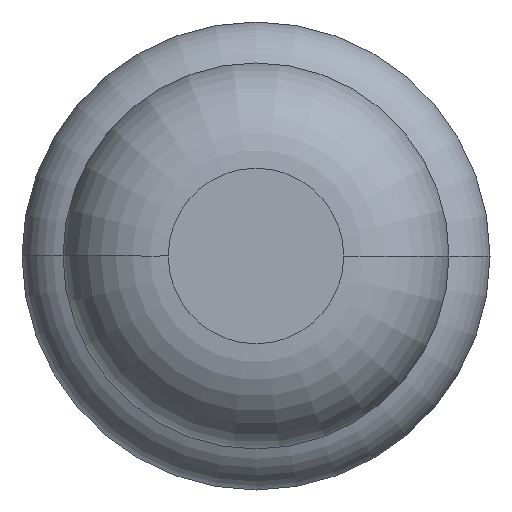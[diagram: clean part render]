
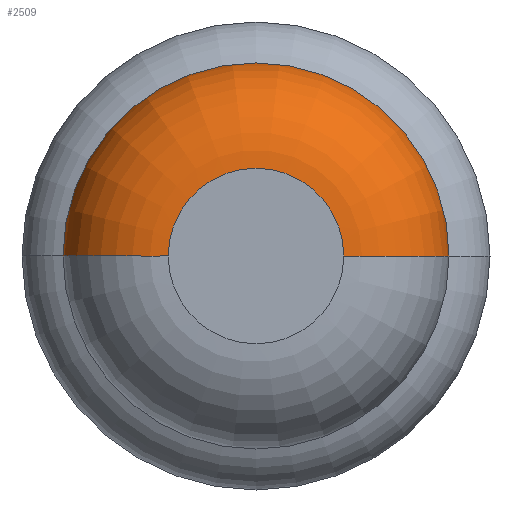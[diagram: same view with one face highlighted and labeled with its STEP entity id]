
A CAD part, front view. The second image highlights one B-rep face of the part: STEP entity #2509.
In plain terms, the highlighted toroidal (fillet/blend) face has major radius 0.375 mm and minor radius 0.45 mm.
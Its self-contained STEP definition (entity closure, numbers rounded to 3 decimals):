
#50 = CARTESIAN_POINT ( 'NONE',  ( 0., -31.55, 0. ) ) ;
#93 = CARTESIAN_POINT ( 'NONE',  ( 0., -32., 0. ) ) ;
#102 = DIRECTION ( 'NONE',  ( 1., 0., 0. ) ) ;
#111 = CARTESIAN_POINT ( 'NONE',  ( 0., -31.55, 0. ) ) ;
#230 = AXIS2_PLACEMENT_3D ( 'NONE', #111, #2011, #102 ) ;
#286 = ORIENTED_EDGE ( 'NONE', *, *, #1074, .F. ) ;
#434 = CIRCLE ( 'NONE', #1625, 0.45 ) ;
#797 = CARTESIAN_POINT ( 'NONE',  ( 0.825, -31.55, 0. ) ) ;
#1012 = VERTEX_POINT ( 'NONE', #3852 ) ;
#1074 = EDGE_CURVE ( 'Defeature ausgef�hrt1_6+Defeature ausgef�hrt1_7+Defeature ausgef�hrt1_7+Defeature ausgef�hrt1_7', #1703, #1012, #3906, .T. ) ;
#1167 = CARTESIAN_POINT ( 'NONE',  ( 0.375, -32., 0. ) ) ;
#1191 = CIRCLE ( 'NONE', #2188, 0.825 ) ;
#1344 = CIRCLE ( 'NONE', #3431, 0.45 ) ;
#1625 = AXIS2_PLACEMENT_3D ( 'NONE', #2801, #3698, #3433 ) ;
#1703 = VERTEX_POINT ( 'NONE', #1167 ) ;
#1713 = CARTESIAN_POINT ( 'NONE',  ( -0.825, -31.55, 0. ) ) ;
#2011 = DIRECTION ( 'NONE',  ( 0., -1., 0. ) ) ;
#2188 = AXIS2_PLACEMENT_3D ( 'NONE', #50, #2294, #2897 ) ;
#2279 = DIRECTION ( 'NONE',  ( 0., 0., 1. ) ) ;
#2294 = DIRECTION ( 'NONE',  ( 0., -1., 0. ) ) ;
#2360 = FACE_OUTER_BOUND ( 'NONE', #2957, .T. ) ;
#2509 = ADVANCED_FACE ( 'Defeature ausgef�hrt1_7', ( #2360 ), #3814, .T. ) ;
#2542 = AXIS2_PLACEMENT_3D ( 'NONE', #93, #3587, #3544 ) ;
#2572 = CARTESIAN_POINT ( 'NONE',  ( -0.375, -31.55, 0. ) ) ;
#2596 = VERTEX_POINT ( 'NONE', #797 ) ;
#2721 = ORIENTED_EDGE ( 'NONE', *, *, #4011, .F. ) ;
#2801 = CARTESIAN_POINT ( 'NONE',  ( 0.375, -31.55, 0. ) ) ;
#2897 = DIRECTION ( 'NONE',  ( 1., 0., 0. ) ) ;
#2906 = DIRECTION ( 'NONE',  ( 1., 0., 0. ) ) ;
#2937 = ORIENTED_EDGE ( 'NONE', *, *, #3784, .T. ) ;
#2957 = EDGE_LOOP ( 'NONE', ( #2937, #3110, #286, #2721 ) ) ;
#3110 = ORIENTED_EDGE ( 'NONE', *, *, #3777, .T. ) ;
#3431 = AXIS2_PLACEMENT_3D ( 'NONE', #2572, #2279, #2906 ) ;
#3433 = DIRECTION ( 'NONE',  ( -1., 0., 0. ) ) ;
#3544 = DIRECTION ( 'NONE',  ( 1., 0., 0. ) ) ;
#3560 = VERTEX_POINT ( 'NONE', #1713 ) ;
#3587 = DIRECTION ( 'NONE',  ( 0., -1., 0. ) ) ;
#3698 = DIRECTION ( 'NONE',  ( 0., 0., -1. ) ) ;
#3777 = EDGE_CURVE ( 'NONE', #3560, #1012, #1344, .T. ) ;
#3784 = EDGE_CURVE ( 'Defeature ausgef�hrt1_7+Defeature ausgef�hrt1_8+Defeature ausgef�hrt1_8+Defeature ausgef�hrt1_8', #2596, #3560, #1191, .T. ) ;
#3814 = TOROIDAL_SURFACE ( 'NONE', #230, 0.375, 0.45 ) ;
#3852 = CARTESIAN_POINT ( 'NONE',  ( -0.375, -32., 0. ) ) ;
#3906 = CIRCLE ( 'NONE', #2542, 0.375 ) ;
#4011 = EDGE_CURVE ( 'NONE', #2596, #1703, #434, .T. ) ;
